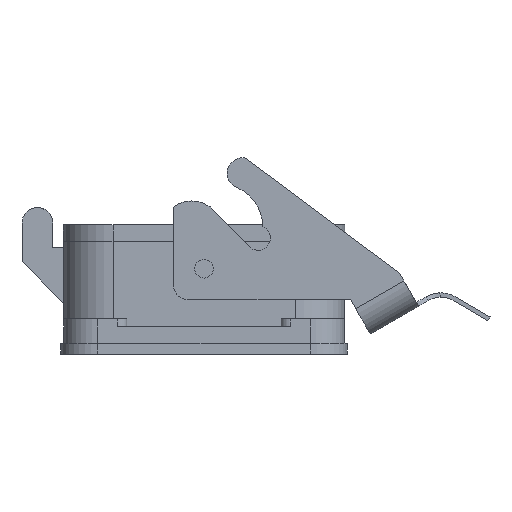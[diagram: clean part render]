
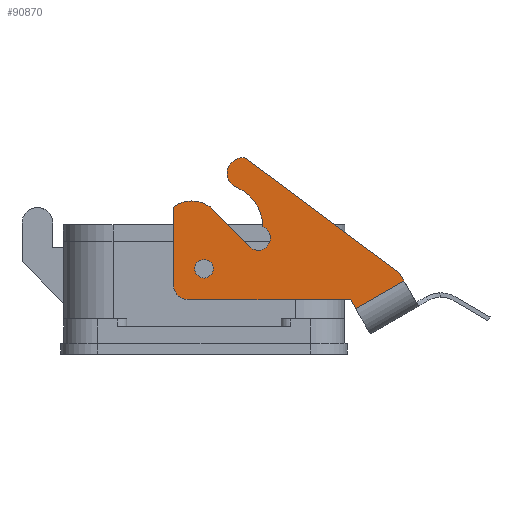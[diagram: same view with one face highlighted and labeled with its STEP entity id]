
A CAD part, left-side view. The second image highlights one B-rep face of the part: STEP entity #90870.
In plain terms, the highlighted planar face has unit normal (-1, 0, 0).
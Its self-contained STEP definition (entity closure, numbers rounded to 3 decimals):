
#77930=CARTESIAN_POINT('',(-70.5,-2.598,29.2));
#77940=VERTEX_POINT('',#77930);
#78020=CARTESIAN_POINT('',(-70.5,2.598,26.2));
#78030=VERTEX_POINT('',#78020);
#78060=CARTESIAN_POINT('',(-70.5,0.,27.7));
#78070=DIRECTION('',(-1.,0.,0.));
#78080=DIRECTION('',(0.,0.866,-0.5));
#78090=AXIS2_PLACEMENT_3D('',#78060,#78070,#78080);
#78100=CIRCLE('',#78090,3.);
#78110=EDGE_CURVE('',#77940,#78030,#78100,.T.);
#80630=CARTESIAN_POINT('',(-70.5,-15.09,-18.436));
#80640=VERTEX_POINT('',#80630);
#80670=CARTESIAN_POINT('',(-70.5,-15.09,-18.436));
#80680=DIRECTION('',(0.,0.5,-0.866));
#80690=VECTOR('',#80680,3.439);
#80700=LINE('',#80670,#80690);
#80710=CARTESIAN_POINT('',(-70.5,-13.37,-21.415));
#80720=VERTEX_POINT('',#80710);
#80730=EDGE_CURVE('',#80640,#80720,#80700,.T.);
#80980=CARTESIAN_POINT('',(-70.5,-13.37,-21.415));
#80990=DIRECTION('',(0.,-0.866,-0.5));
#81000=VECTOR('',#80990,18.);
#81010=LINE('',#80980,#81000);
#81020=CARTESIAN_POINT('',(-70.5,-28.959,-30.415));
#81030=VERTEX_POINT('',#81020);
#81040=EDGE_CURVE('',#80720,#81030,#81010,.T.);
#89430=CARTESIAN_POINT('',(-70.5,-28.959,-30.415));
#89440=DIRECTION('',(0.,-0.5,0.866))
;
#89450=VECTOR('',#89440,3.233);
#89460=LINE('',#89430,#89450);
#89470=CARTESIAN_POINT('',(-70.5,-30.575,-27.615));
#89480=VERTEX_POINT('',#89470);
#89490=EDGE_CURVE('',#81030,#89480,#89460,.T.);
#89970=CARTESIAN_POINT('',(-70.5,-23.671,9.723));
#89980=DIRECTION('',(-1.,0.,0.));
#89990=DIRECTION('',(0.,0.5,0.866));
#90000=AXIS2_PLACEMENT_3D('',#89970,#89980,#89990);
#90010=PLANE('',#90000);
#90020=EDGE_CURVE('',#78030,#77940,#78100,.T.);
#90030=ORIENTED_EDGE('',*,*,#90020,.F.);
#90040=ORIENTED_EDGE('',*,*,#78110,.F.);
#90050=EDGE_LOOP('',(#90040,#90030));
#90060=FACE_BOUND('',#90050,.T.);
#90070=ORIENTED_EDGE('',*,*,#80730,.T.);
#90080=CARTESIAN_POINT('',(-70.5,11.16,27.03));
#90090=DIRECTION('',(0.,-0.5,-0.866));
#90100=VECTOR('',#90090,52.5);
#90110=LINE('',#90080,#90100);
#90120=CARTESIAN_POINT('',(-70.5,11.16,27.03));
#90130=VERTEX_POINT('',#90120);
#90140=EDGE_CURVE('',#90130,#80640,#90110,.T.);
#90150=ORIENTED_EDGE('',*,*,#90140,.T.);
#90160=CARTESIAN_POINT('',(-70.5,6.83,29.53));
#90170=DIRECTION('',(-1.,0.,0.));
#90180=DIRECTION('',(0.,-0.866,0.5));
#90190=AXIS2_PLACEMENT_3D('',#90160,#90170,#90180);
#90200=CIRCLE('',#90190,5.);
#90210=CARTESIAN_POINT('',(-70.5,9.33,33.86));
#90220=VERTEX_POINT('',#90210);
#90230=EDGE_CURVE('',#90220,#90130,#90200,.T.);
#90240=ORIENTED_EDGE('',*,*,#90230,.T.);
#90250=CARTESIAN_POINT('',(-70.5,-12.321,46.36));
#90260=DIRECTION('',(0.,0.866,-0.5));
#90270=VECTOR('',#90260,25.);
#90280=LINE('',#90250,#90270);
#90290=CARTESIAN_POINT('',(-70.5,-12.321,46.36));
#90300=VERTEX_POINT('',#90290);
#90310=EDGE_CURVE('',#90300,#90220,#90280,.T.);
#90320=ORIENTED_EDGE('',*,*,#90310,.T.);
#90330=CARTESIAN_POINT('',(-70.5,-8.392,37.164));
#90340=DIRECTION('',(-1.,0.,0.));
#90350=DIRECTION('',(0.,0.393,-0.92));
#90360=AXIS2_PLACEMENT_3D('',#90330,#90340,#90350);
#90370=CIRCLE('',#90360,10.);
#90380=CARTESIAN_POINT('',(-70.5,-18.018,34.453));
#90390=VERTEX_POINT('',#90380);
#90400=EDGE_CURVE('',#90390,#90300,#90370,.T.);
#90410=ORIENTED_EDGE('',*,*,#90400,.T.);
#90420=CARTESIAN_POINT('',(-70.5,-13.56,18.629));
#90430=DIRECTION('',(0.,-0.271,0.963));
#90440=VECTOR('',#90430,16.439);
#90450=LINE('',#90420,#90440);
#90460=CARTESIAN_POINT('',(-70.5,-13.56,18.629));
#90470=VERTEX_POINT('',#90460);
#90480=EDGE_CURVE('',#90470,#90390,#90450,.T.);
#90490=ORIENTED_EDGE('',*,*,#90480,.T.);
#90500=CARTESIAN_POINT('',(-70.5,-17.41,17.545));
#90510=DIRECTION('',(1.,0.,0.));
#90520=DIRECTION('',(0.,-1.,0.));
#90530=AXIS2_PLACEMENT_3D('',#90500,#90510,#90520);
#90540=CIRCLE('',#90530,4.);
#90550=CARTESIAN_POINT('',(-70.5,-21.372,18.093));
#90560=VERTEX_POINT('',#90550);
#90570=EDGE_CURVE('',#90560,#90470,#90540,.T.);
#90580=ORIENTED_EDGE('',*,*,#90570,.T.);
#90590=CARTESIAN_POINT('',(-70.5,-14.768,29.867));
#90600=DIRECTION('',(1.,0.,0.));
#90610=DIRECTION('',(0.,-0.991,0.136));
#90620=AXIS2_PLACEMENT_3D('',#90590,#90600,#90610);
#90630=CIRCLE('',#90620,13.5);
#90640=CARTESIAN_POINT('',(-70.5,-28.143,31.697));
#90650=VERTEX_POINT('',#90640);
#90660=EDGE_CURVE('',#90650,#90560,#90630,.T.);
#90670=ORIENTED_EDGE('',*,*,#90660,.T.);
#90680=CARTESIAN_POINT('',(-70.5,-33.097,32.375));
#90690=DIRECTION('',(-1.,0.,0.));
#90700=DIRECTION('',(0.,-0.991,0.136));
#90710=AXIS2_PLACEMENT_3D('',#90680,#90690,#90700);
#90720=CIRCLE('',#90710,5.);
#90730=CARTESIAN_POINT('',(-70.5,-37.839,33.958));
#90740=VERTEX_POINT('',#90730);
#90750=EDGE_CURVE('',#90740,#90650,#90720,.T.);
#90760=ORIENTED_EDGE('',*,*,#90750,.T.);
#90770=CARTESIAN_POINT('',(-70.5,-30.575,-27.615));
#90780=DIRECTION('',(0.,-0.117,0.993));
#90790=VECTOR('',#90780,62.);
#90800=LINE('',#90770,#90790);
#90810=EDGE_CURVE('',#89480,#90740,#90800,.T.);
#90820=ORIENTED_EDGE('',*,*,#90810,.T.);
#90830=ORIENTED_EDGE('',*,*,#89490,.T.);
#90840=ORIENTED_EDGE('',*,*,#81040,.T.);
#90850=EDGE_LOOP('',(#90840,#90830,#90820,#90760,#90670,#90580,#90490,
#90410,#90320,#90240,#90150,#90070));
#90860=FACE_OUTER_BOUND('',#90850,.T.);
#90870=ADVANCED_FACE('',(#90060,#90860),#90010,.T.);
